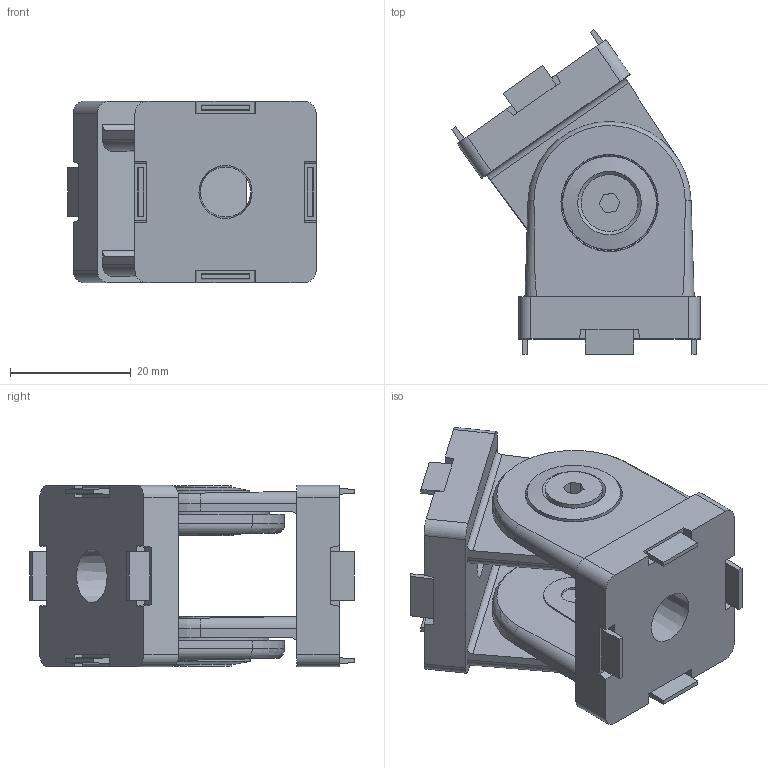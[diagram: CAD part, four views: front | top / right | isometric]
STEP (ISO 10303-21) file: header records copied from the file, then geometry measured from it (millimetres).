
FILE_DESCRIPTION(('FreeCAD Model'),'2;1');
FILE_NAME('Open CASCADE Shape Model','2024-03-19T12:31:50',(''),(''), 'Open CASCADE STEP processor 7.6','FreeCAD','Unknown');
FILE_SCHEMA(('AUTOMOTIVE_DESIGN { 1 0 10303 214 1 1 1 1 }'));
Length unit declared in the file: millimetre
Products named in the file (6): STB8-EO30; 093G30AN08_part_1; 093G30AN08_part_4; 093G30AN08_part_5; 093G30AN08_part_3; 093G30AN08_part_2
Assembly tree (8 placements, depth 2):
  STB8-EO30
    093G30AN08_part_1
    093G30AN08_part_4  x2
    093G30AN08_part_5  x2
    093G30AN08_part_3  x2
    093G30AN08_part_2
Bounding box: 41.1 x 53.72 x 30 mm (x, y, z)
Volume: 21144.3 mm3; surface area: 14701.6 mm2
Topology: 8 solids, 8 shells, 352 faces, 860 edges, 550 vertices
Faces by surface type: plane 182, cylinder 74, torus 48, cone 44, bspline 2, sphere 2
Full cylindrical faces by diameter (mm): 2.5 x4, 4.134 x2, 5 x2, 7.5 x2, 9.4 x2, 11.2 x2, 14 x2, 15.5 x2, 22 x2
Entity records: 19697 total; most frequent: CARTESIAN_POINT 5926, DIRECTION 2487, LINE 1423, VECTOR 1423, ORIENTED_EDGE 1364, PCURVE 1364, DEFINITIONAL_REPRESENTATION 1364, EDGE_CURVE 682
